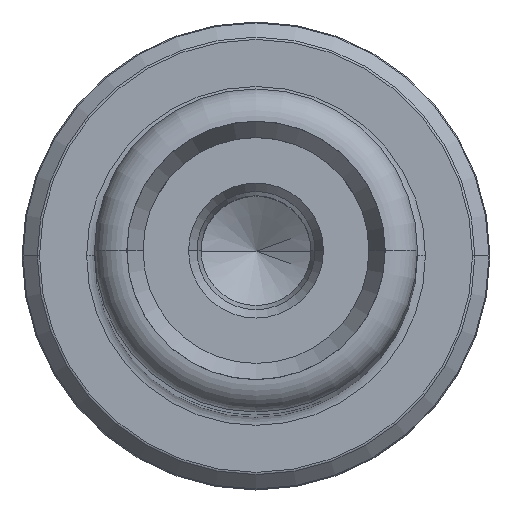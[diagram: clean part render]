
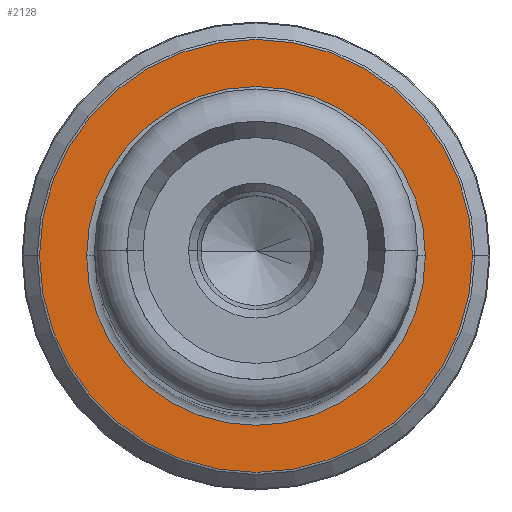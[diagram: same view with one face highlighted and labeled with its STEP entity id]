
A CAD part, top view. The second image highlights one B-rep face of the part: STEP entity #2128.
In plain terms, the highlighted planar face has unit normal (0, 0, 1).
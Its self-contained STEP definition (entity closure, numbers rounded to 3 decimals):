
#55 = AXIS2_PLACEMENT_3D ( 'NONE', #3132, #2209, #1113 ) ;
#165 = ORIENTED_EDGE ( 'NONE', *, *, #2179, .T. ) ;
#245 = VERTEX_POINT ( 'NONE', #2986 ) ;
#296 = CIRCLE ( 'NONE', #800, 10.5 ) ;
#307 = FACE_BOUND ( 'NONE', #681, .T. ) ;
#457 = CARTESIAN_POINT ( 'NONE',  ( -13.417, 0., 20. ) ) ;
#602 = DIRECTION ( 'NONE',  ( 0., 0., 1. ) ) ;
#681 = EDGE_LOOP ( 'NONE', ( #2956, #3514 ) ) ;
#769 = VERTEX_POINT ( 'NONE', #457 ) ;
#800 = AXIS2_PLACEMENT_3D ( 'NONE', #905, #3645, #2091 ) ;
#905 = CARTESIAN_POINT ( 'NONE',  ( 0., 0., 20. ) ) ;
#1051 = CIRCLE ( 'NONE', #3234, 10.5 ) ;
#1066 = DIRECTION ( 'NONE',  ( 0., 0., -1. ) ) ;
#1113 = DIRECTION ( 'NONE',  ( 1., 0., 0. ) ) ;
#1173 = DIRECTION ( 'NONE',  ( 1., 0., 0. ) ) ;
#1260 = EDGE_CURVE ( 'NONE', #245, #1534, #1051, .T. ) ;
#1453 = AXIS2_PLACEMENT_3D ( 'NONE', #3617, #602, #3577 ) ;
#1514 = FACE_OUTER_BOUND ( 'NONE', #2041, .T. ) ;
#1534 = VERTEX_POINT ( 'NONE', #3859 ) ;
#1572 = CARTESIAN_POINT ( 'NONE',  ( 13.417, 0., 20. ) ) ;
#1780 = VERTEX_POINT ( 'NONE', #1572 ) ;
#1802 = CARTESIAN_POINT ( 'NONE',  ( 0., 0., 20. ) ) ;
#2041 = EDGE_LOOP ( 'NONE', ( #3290, #165 ) ) ;
#2091 = DIRECTION ( 'NONE',  ( -1., 0., 0. ) ) ;
#2128 = ADVANCED_FACE ( 'NONE', ( #307, #1514 ), #3307, .T. ) ;
#2179 = EDGE_CURVE ( 'NONE', #769, #1780, #2762, .T. ) ;
#2209 = DIRECTION ( 'NONE',  ( 0., 0., 1. ) ) ;
#2578 = CARTESIAN_POINT ( 'NONE',  ( 0., 0., 20. ) ) ;
#2762 = CIRCLE ( 'NONE', #3134, 13.417 ) ;
#2806 = CIRCLE ( 'NONE', #55, 13.417 ) ;
#2956 = ORIENTED_EDGE ( 'NONE', *, *, #1260, .T. ) ;
#2986 = CARTESIAN_POINT ( 'NONE',  ( -10.5, 0., 20. ) ) ;
#3132 = CARTESIAN_POINT ( 'NONE',  ( 0., 0., 20. ) ) ;
#3134 = AXIS2_PLACEMENT_3D ( 'NONE', #1802, #3265, #1173 ) ;
#3234 = AXIS2_PLACEMENT_3D ( 'NONE', #2578, #1066, #3777 ) ;
#3265 = DIRECTION ( 'NONE',  ( 0., 0., 1. ) ) ;
#3290 = ORIENTED_EDGE ( 'NONE', *, *, #3667, .T. ) ;
#3307 = PLANE ( 'NONE',  #1453 ) ;
#3359 = EDGE_CURVE ( 'NONE', #1534, #245, #296, .T. ) ;
#3514 = ORIENTED_EDGE ( 'NONE', *, *, #3359, .T. ) ;
#3577 = DIRECTION ( 'NONE',  ( 1., 0., 0. ) ) ;
#3617 = CARTESIAN_POINT ( 'NONE',  ( 0., 0., 20. ) ) ;
#3645 = DIRECTION ( 'NONE',  ( 0., 0., -1. ) ) ;
#3667 = EDGE_CURVE ( 'NONE', #1780, #769, #2806, .T. ) ;
#3777 = DIRECTION ( 'NONE',  ( -1., 0., 0. ) ) ;
#3859 = CARTESIAN_POINT ( 'NONE',  ( 10.5, 0., 20. ) ) ;
